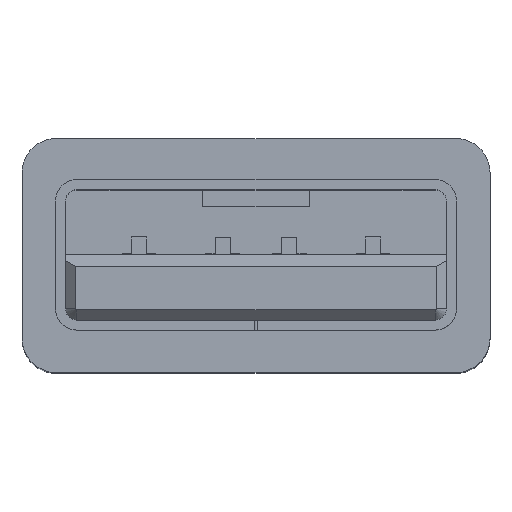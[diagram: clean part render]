
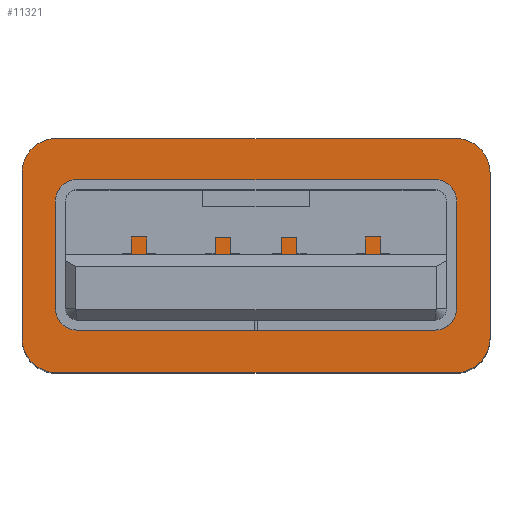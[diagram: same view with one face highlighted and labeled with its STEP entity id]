
A CAD part, top view. The second image highlights one B-rep face of the part: STEP entity #11321.
In plain terms, the highlighted planar face has unit normal (0, 0, 1).
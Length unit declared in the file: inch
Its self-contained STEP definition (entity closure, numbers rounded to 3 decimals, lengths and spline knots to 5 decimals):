
#790 = ORIENTED_EDGE ( 'NONE', *, *, #12239, .T. ) ;
#861 = DIRECTION ( 'NONE',  ( 1., 0., 0. ) ) ;
#897 = VECTOR ( 'NONE', #12244, 39.37008 ) ;
#1379 = LINE ( 'NONE', #10590, #12303 ) ;
#1475 = VERTEX_POINT ( 'NONE', #7728 ) ;
#1673 = DIRECTION ( 'NONE',  ( 0., 1., 0. ) ) ;
#2649 = ORIENTED_EDGE ( 'NONE', *, *, #13676, .T. ) ;
#2959 = CIRCLE ( 'NONE', #21810, 0.04 ) ;
#2974 = CARTESIAN_POINT ( 'NONE',  ( -0.23559, 0.1378, 0. ) ) ;
#3320 = PLANE ( 'NONE',  #8174 ) ;
#3354 = CARTESIAN_POINT ( 'NONE',  ( -0.23559, -0.0978, 0. ) ) ;
#3448 = CARTESIAN_POINT ( 'NONE',  ( 0.23559, 0.0978, 0. ) ) ;
#4110 = EDGE_CURVE ( 'NONE', #6541, #1475, #5749, .T. ) ;
#4854 = ORIENTED_EDGE ( 'NONE', *, *, #7075, .T. ) ;
#5749 = LINE ( 'NONE', #22352, #19483 ) ;
#5783 = VERTEX_POINT ( 'NONE', #6669 ) ;
#5828 = EDGE_CURVE ( 'NONE', #8296, #13470, #1379, .T. ) ;
#6541 = VERTEX_POINT ( 'NONE', #15575 ) ;
#6669 = CARTESIAN_POINT ( 'NONE',  ( -0.27559, 0.0978, 0. ) ) ;
#6827 = CARTESIAN_POINT ( 'NONE',  ( -0.23559, 0.0978, 0. ) ) ;
#7075 = EDGE_CURVE ( 'NONE', #13470, #5783, #2959, .T. ) ;
#7351 = CARTESIAN_POINT ( 'NONE',  ( -0.23559, -0.1378, 0. ) ) ;
#7728 = CARTESIAN_POINT ( 'NONE',  ( 0.27559, 0.0978, 0. ) ) ;
#8174 = AXIS2_PLACEMENT_3D ( 'NONE', #14128, #10671, #14374 ) ;
#8296 = VERTEX_POINT ( 'NONE', #12708 ) ;
#9115 = DIRECTION ( 'NONE',  ( -1., 0., 0. ) ) ;
#9222 = EDGE_CURVE ( 'NONE', #5783, #16616, #10411, .T. ) ;
#9757 = ORIENTED_EDGE ( 'NONE', *, *, #9222, .T. ) ;
#9940 = CARTESIAN_POINT ( 'NONE',  ( -0.23559, -0.1378, 0. ) ) ;
#10196 = CARTESIAN_POINT ( 'NONE',  ( 0.23559, -0.0978, 0. ) ) ;
#10411 = LINE ( 'NONE', #12375, #897 ) ;
#10590 = CARTESIAN_POINT ( 'NONE',  ( -0.23559, 0.1378, 0. ) ) ;
#10671 = DIRECTION ( 'NONE',  ( 0., 0., 1. ) ) ;
#10825 = DIRECTION ( 'NONE',  ( 0., 0., 1. ) ) ;
#10844 = CARTESIAN_POINT ( 'NONE',  ( -0.27559, -0.0978, 0. ) ) ;
#11031 = DIRECTION ( 'NONE',  ( -1., 0., 0. ) ) ;
#11287 = EDGE_CURVE ( 'NONE', #18530, #6541, #23486, .T. ) ;
#11321 = ADVANCED_FACE ( 'NONE', ( #23967 ), #3320, .T. ) ;
#11534 = DIRECTION ( 'NONE',  ( 1., 0., 0. ) ) ;
#12239 = EDGE_CURVE ( 'NONE', #16616, #18865, #17200, .T. ) ;
#12244 = DIRECTION ( 'NONE',  ( 0., -1., 0. ) ) ;
#12303 = VECTOR ( 'NONE', #9115, 39.37008 ) ;
#12375 = CARTESIAN_POINT ( 'NONE',  ( -0.27559, 0.0978, 0. ) ) ;
#12708 = CARTESIAN_POINT ( 'NONE',  ( 0.23559, 0.1378, 0. ) ) ;
#13470 = VERTEX_POINT ( 'NONE', #2974 ) ;
#13676 = EDGE_CURVE ( 'NONE', #18865, #18530, #19058, .T. ) ;
#13954 = DIRECTION ( 'NONE',  ( 1., 0., 0. ) ) ;
#14128 = CARTESIAN_POINT ( 'NONE',  ( -0.23559, 0.0978, 0. ) ) ;
#14374 = DIRECTION ( 'NONE',  ( 1., 0., 0. ) ) ;
#14423 = ORIENTED_EDGE ( 'NONE', *, *, #11287, .T. ) ;
#14748 = ORIENTED_EDGE ( 'NONE', *, *, #5828, .T. ) ;
#15451 = CARTESIAN_POINT ( 'NONE',  ( 0.23559, -0.1378, 0. ) ) ;
#15575 = CARTESIAN_POINT ( 'NONE',  ( 0.27559, -0.0978, 0. ) ) ;
#16616 = VERTEX_POINT ( 'NONE', #10844 ) ;
#17200 = CIRCLE ( 'NONE', #19563, 0.04 ) ;
#17693 = DIRECTION ( 'NONE',  ( 0., 0., 1. ) ) ;
#17871 = CIRCLE ( 'NONE', #21819, 0.04 ) ;
#18338 = DIRECTION ( 'NONE',  ( 1., 0., 0. ) ) ;
#18432 = DIRECTION ( 'NONE',  ( 0., 0., 1. ) ) ;
#18470 = EDGE_CURVE ( 'NONE', #1475, #8296, #17871, .T. ) ;
#18530 = VERTEX_POINT ( 'NONE', #15451 ) ;
#18865 = VERTEX_POINT ( 'NONE', #7351 ) ;
#19058 = LINE ( 'NONE', #9940, #19927 ) ;
#19147 = AXIS2_PLACEMENT_3D ( 'NONE', #10196, #17693, #861 ) ;
#19483 = VECTOR ( 'NONE', #1673, 39.37008 ) ;
#19563 = AXIS2_PLACEMENT_3D ( 'NONE', #3354, #10825, #18338 ) ;
#19927 = VECTOR ( 'NONE', #11534, 39.37008 ) ;
#20563 = EDGE_LOOP ( 'NONE', ( #4854, #9757, #790, #2649, #14423, #21950, #20955, #14748 ) ) ;
#20955 = ORIENTED_EDGE ( 'NONE', *, *, #18470, .T. ) ;
#21586 = DIRECTION ( 'NONE',  ( 0., 0., 1. ) ) ;
#21810 = AXIS2_PLACEMENT_3D ( 'NONE', #6827, #21586, #13954 ) ;
#21819 = AXIS2_PLACEMENT_3D ( 'NONE', #3448, #18432, #11031 ) ;
#21950 = ORIENTED_EDGE ( 'NONE', *, *, #4110, .T. ) ;
#22352 = CARTESIAN_POINT ( 'NONE',  ( 0.27559, 0.0978, 0. ) ) ;
#23486 = CIRCLE ( 'NONE', #19147, 0.04 ) ;
#23967 = FACE_OUTER_BOUND ( 'NONE', #20563, .T. ) ;
